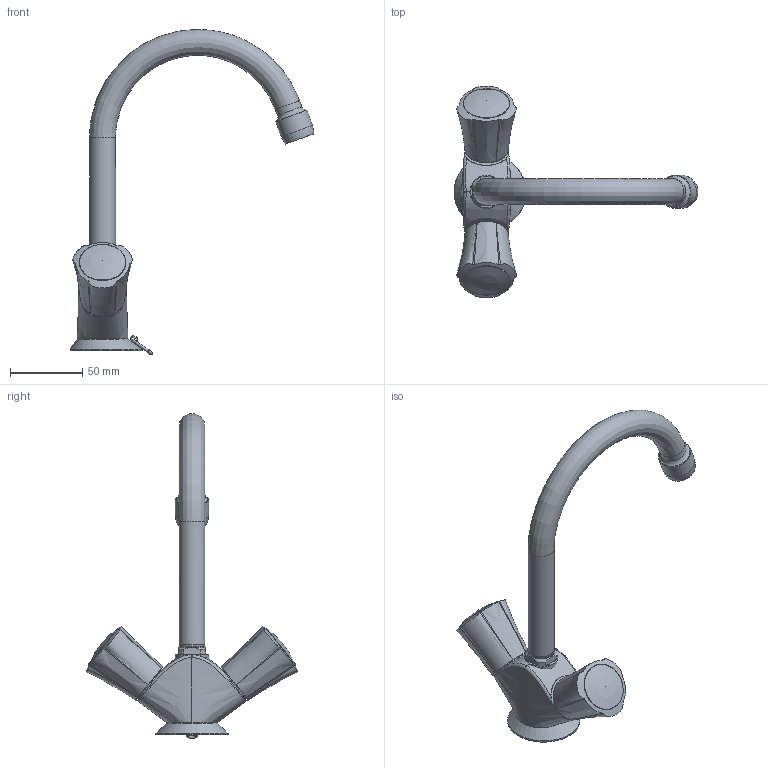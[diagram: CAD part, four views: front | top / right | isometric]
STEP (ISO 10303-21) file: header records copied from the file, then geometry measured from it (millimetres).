
FILE_DESCRIPTION(/* description */ ('Unknown'),/* implementation_level */ '2;1');
FILE_NAME(/* name */ '21337001',/* time_stamp */ '2022-08-29T08:24:51+02:00',/* author */ ('Unknown'),/* organization */ ('GROHE AG'),/* preprocessor_version */ 'ST-DEVELOPER v16.7',/* originating_system */ 'DEX',/* authorisation */ $);
FILE_SCHEMA (('AUTOMOTIVE_DESIGN {1 0 10303 214 3 1 1}'));
Length unit declared in the file: millimetre
Products named in the file (3): 2133701; id51
Assembly tree (2 placements, depth 2):
  2133701
    2133701
    id51
Bounding box: 168.9 x 146.38 x 225.22 mm (x, y, z)
Volume: 18926.9 mm3; surface area: 47346.2 mm2
Topology: 2 solids, 16 shells, 109 faces, 338 edges, 221 vertices
Faces by surface type: bspline 49, plane 25, cylinder 19, torus 10, cone 4, sphere 2
Full cylindrical faces by diameter (mm): 2 x4, 4.8 x1, 18 x1, 18.013 x1, 23 x2, 32.5 x1, 50 x1
Entity records: 7289 total; most frequent: CARTESIAN_POINT 4827, ORIENTED_EDGE 460, DIRECTION 345, EDGE_CURVE 294, VERTEX_POINT 207, B_SPLINE_CURVE_WITH_KNOTS 166, AXIS2_PLACEMENT_3D 154, EDGE_LOOP 139
